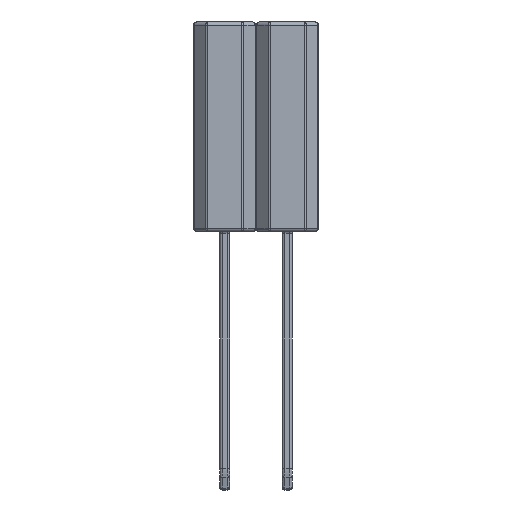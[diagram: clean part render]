
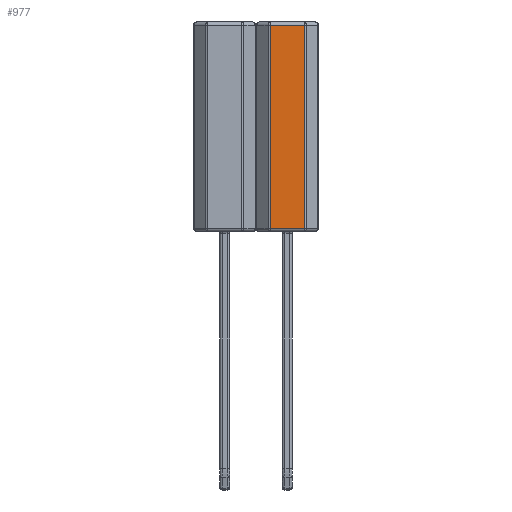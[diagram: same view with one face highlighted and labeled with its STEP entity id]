
A CAD part, left-side view. The second image highlights one B-rep face of the part: STEP entity #977.
In plain terms, the highlighted planar face has unit normal (-1, 0, 0).
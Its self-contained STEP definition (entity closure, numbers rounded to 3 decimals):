
#319 = CYLINDRICAL_SURFACE('',#320,0.125);
#320 = AXIS2_PLACEMENT_3D('',#321,#322,#323);
#321 = CARTESIAN_POINT('',(-1.145,0.692,0.));
#322 = DIRECTION('',(0.,0.,1.));
#323 = DIRECTION('',(-0.707,0.707,0.));
#424 = VERTEX_POINT('',#425);
#425 = CARTESIAN_POINT('',(-1.27,0.692,0.125));
#452 = EDGE_CURVE('',#424,#453,#455,.T.);
#453 = VERTEX_POINT('',#454);
#454 = CARTESIAN_POINT('',(-1.27,0.692,8.375));
#455 = SURFACE_CURVE('',#456,(#460,#467),.PCURVE_S1.);
#456 = LINE('',#457,#458);
#457 = CARTESIAN_POINT('',(-1.27,0.692,0.));
#458 = VECTOR('',#459,1.);
#459 = DIRECTION('',(0.,0.,1.));
#460 = PCURVE('',#319,#461);
#461 = DEFINITIONAL_REPRESENTATION('',(#462),#466);
#462 = LINE('',#463,#464);
#463 = CARTESIAN_POINT('',(0.785,0.));
#464 = VECTOR('',#465,1.);
#465 = DIRECTION('',(0.,1.));
#466 = ( GEOMETRIC_REPRESENTATION_CONTEXT(2) 
PARAMETRIC_REPRESENTATION_CONTEXT() REPRESENTATION_CONTEXT('2D SPACE',''
  ) );
#467 = PCURVE('',#468,#473);
#468 = PLANE('',#469);
#469 = AXIS2_PLACEMENT_3D('',#470,#471,#472);
#470 = CARTESIAN_POINT('',(-1.27,-0.744,0.));
#471 = DIRECTION('',(-1.,0.,0.));
#472 = DIRECTION('',(0.,1.,0.));
#473 = DEFINITIONAL_REPRESENTATION('',(#474),#478);
#474 = LINE('',#475,#476);
#475 = CARTESIAN_POINT('',(1.436,0.));
#476 = VECTOR('',#477,1.);
#477 = DIRECTION('',(0.,-1.));
#478 = ( GEOMETRIC_REPRESENTATION_CONTEXT(2) 
PARAMETRIC_REPRESENTATION_CONTEXT() REPRESENTATION_CONTEXT('2D SPACE',''
  ) );
#682 = CYLINDRICAL_SURFACE('',#683,0.125);
#683 = AXIS2_PLACEMENT_3D('',#684,#685,#686);
#684 = CARTESIAN_POINT('',(-1.145,-0.744,8.375));
#685 = DIRECTION('',(0.,1.,0.));
#686 = DIRECTION('',(-1.,0.,0.));
#964 = CYLINDRICAL_SURFACE('',#965,0.125);
#965 = AXIS2_PLACEMENT_3D('',#966,#967,#968);
#966 = CARTESIAN_POINT('',(-1.145,-0.744,0.125));
#967 = DIRECTION('',(0.,1.,0.));
#968 = DIRECTION('',(-1.,0.,0.));
#977 = ADVANCED_FACE('',(#978),#468,.T.);
#978 = FACE_BOUND('',#979,.T.);
#979 = EDGE_LOOP('',(#980,#1003,#1004,#1027));
#980 = ORIENTED_EDGE('',*,*,#981,.T.);
#981 = EDGE_CURVE('',#982,#453,#984,.T.);
#982 = VERTEX_POINT('',#983);
#983 = CARTESIAN_POINT('',(-1.27,-0.692,8.375));
#984 = SURFACE_CURVE('',#985,(#989,#996),.PCURVE_S1.);
#985 = LINE('',#986,#987);
#986 = CARTESIAN_POINT('',(-1.27,-0.744,8.375));
#987 = VECTOR('',#988,1.);
#988 = DIRECTION('',(0.,1.,0.));
#989 = PCURVE('',#468,#990);
#990 = DEFINITIONAL_REPRESENTATION('',(#991),#995);
#991 = LINE('',#992,#993);
#992 = CARTESIAN_POINT('',(0.,-8.375));
#993 = VECTOR('',#994,1.);
#994 = DIRECTION('',(1.,0.));
#995 = ( GEOMETRIC_REPRESENTATION_CONTEXT(2) 
PARAMETRIC_REPRESENTATION_CONTEXT() REPRESENTATION_CONTEXT('2D SPACE',''
  ) );
#996 = PCURVE('',#682,#997);
#997 = DEFINITIONAL_REPRESENTATION('',(#998),#1002);
#998 = LINE('',#999,#1000);
#999 = CARTESIAN_POINT('',(0.,0.));
#1000 = VECTOR('',#1001,1.);
#1001 = DIRECTION('',(0.,1.));
#1002 = ( GEOMETRIC_REPRESENTATION_CONTEXT(2) 
PARAMETRIC_REPRESENTATION_CONTEXT() REPRESENTATION_CONTEXT('2D SPACE',''
  ) );
#1003 = ORIENTED_EDGE('',*,*,#452,.F.);
#1004 = ORIENTED_EDGE('',*,*,#1005,.F.);
#1005 = EDGE_CURVE('',#1006,#424,#1008,.T.);
#1006 = VERTEX_POINT('',#1007);
#1007 = CARTESIAN_POINT('',(-1.27,-0.692,0.125));
#1008 = SURFACE_CURVE('',#1009,(#1013,#1020),.PCURVE_S1.);
#1009 = LINE('',#1010,#1011);
#1010 = CARTESIAN_POINT('',(-1.27,-0.744,0.125));
#1011 = VECTOR('',#1012,1.);
#1012 = DIRECTION('',(0.,1.,0.));
#1013 = PCURVE('',#468,#1014);
#1014 = DEFINITIONAL_REPRESENTATION('',(#1015),#1019);
#1015 = LINE('',#1016,#1017);
#1016 = CARTESIAN_POINT('',(0.,-0.125));
#1017 = VECTOR('',#1018,1.);
#1018 = DIRECTION('',(1.,0.));
#1019 = ( GEOMETRIC_REPRESENTATION_CONTEXT(2) 
PARAMETRIC_REPRESENTATION_CONTEXT() REPRESENTATION_CONTEXT('2D SPACE',''
  ) );
#1020 = PCURVE('',#964,#1021);
#1021 = DEFINITIONAL_REPRESENTATION('',(#1022),#1026);
#1022 = LINE('',#1023,#1024);
#1023 = CARTESIAN_POINT('',(-0.,0.));
#1024 = VECTOR('',#1025,1.);
#1025 = DIRECTION('',(-0.,1.));
#1026 = ( GEOMETRIC_REPRESENTATION_CONTEXT(2) 
PARAMETRIC_REPRESENTATION_CONTEXT() REPRESENTATION_CONTEXT('2D SPACE',''
  ) );
#1027 = ORIENTED_EDGE('',*,*,#1028,.T.);
#1028 = EDGE_CURVE('',#1006,#982,#1029,.T.);
#1029 = SURFACE_CURVE('',#1030,(#1034,#1041),.PCURVE_S1.);
#1030 = LINE('',#1031,#1032);
#1031 = CARTESIAN_POINT('',(-1.27,-0.692,0.));
#1032 = VECTOR('',#1033,1.);
#1033 = DIRECTION('',(0.,0.,1.));
#1034 = PCURVE('',#468,#1035);
#1035 = DEFINITIONAL_REPRESENTATION('',(#1036),#1040);
#1036 = LINE('',#1037,#1038);
#1037 = CARTESIAN_POINT('',(0.052,0.));
#1038 = VECTOR('',#1039,1.);
#1039 = DIRECTION('',(0.,-1.));
#1040 = ( GEOMETRIC_REPRESENTATION_CONTEXT(2) 
PARAMETRIC_REPRESENTATION_CONTEXT() REPRESENTATION_CONTEXT('2D SPACE',''
  ) );
#1041 = PCURVE('',#1042,#1047);
#1042 = CYLINDRICAL_SURFACE('',#1043,0.125);
#1043 = AXIS2_PLACEMENT_3D('',#1044,#1045,#1046);
#1044 = CARTESIAN_POINT('',(-1.145,-0.692,0.));
#1045 = DIRECTION('',(0.,0.,1.));
#1046 = DIRECTION('',(-1.,0.,0.));
#1047 = DEFINITIONAL_REPRESENTATION('',(#1048),#1052);
#1048 = LINE('',#1049,#1050);
#1049 = CARTESIAN_POINT('',(0.,0.));
#1050 = VECTOR('',#1051,1.);
#1051 = DIRECTION('',(0.,1.));
#1052 = ( GEOMETRIC_REPRESENTATION_CONTEXT(2) 
PARAMETRIC_REPRESENTATION_CONTEXT() REPRESENTATION_CONTEXT('2D SPACE',''
  ) );
